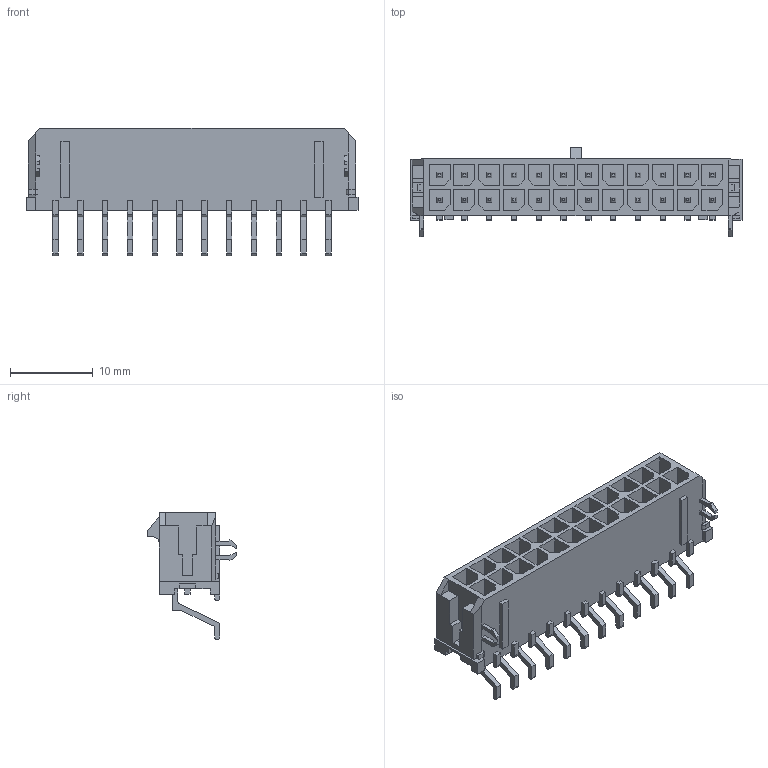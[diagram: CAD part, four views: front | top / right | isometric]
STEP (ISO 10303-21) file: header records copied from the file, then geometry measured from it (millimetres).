
FILE_DESCRIPTION((''),'2;1');
FILE_NAME('430452407','2020-04-16T',('gga'),(''),'PRO/ENGINEER BY PARAMETRIC TECHNOLOGY CORPORATION, 2016010','PRO/ENGINEER BY PARAMETRIC TECHNOLOGY CORPORATION, 2016010','');
FILE_SCHEMA(('CONFIG_CONTROL_DESIGN'));
Length unit declared in the file: millimetre
Products named in the file (1): 430452407
Bounding box: 40.15 x 10.77 x 15.4 mm (x, y, z)
Volume: 1605.2 mm3; surface area: 3825.7 mm2
Topology: 1 solids, 13 shells, 980 faces, 2594 edges, 1694 vertices
Faces by surface type: plane 941, cylinder 39
Entity records: 29365 total; most frequent: CARTESIAN_POINT 5165, ORIENTED_EDGE 4984, DIRECTION 4638, VECTOR 2512, LINE 2512, EDGE_CURVE 2492, VERTEX_POINT 1590, AXIS2_PLACEMENT_3D 1063
